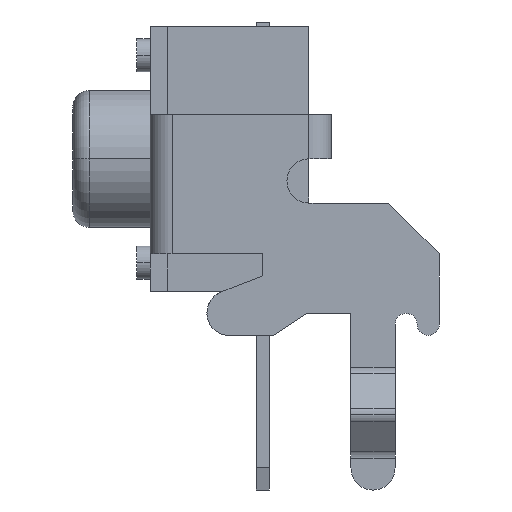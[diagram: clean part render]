
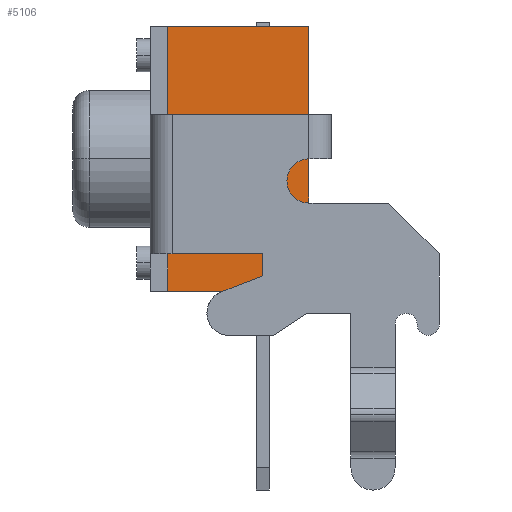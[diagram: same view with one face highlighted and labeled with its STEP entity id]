
A CAD part, front view. The second image highlights one B-rep face of the part: STEP entity #5106.
In plain terms, the highlighted planar face has unit normal (0, -1, 0).
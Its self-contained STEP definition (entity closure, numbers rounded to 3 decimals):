
#1601 = PLANE('',#1602);
#1602 = AXIS2_PLACEMENT_3D('',#1603,#1604,#1605);
#1603 = CARTESIAN_POINT('',(-2.15,-3.05,1.1));
#1604 = DIRECTION('',(0.,-1.,0.));
#1605 = DIRECTION('',(1.,0.,0.));
#1679 = PLANE('',#1680);
#1680 = AXIS2_PLACEMENT_3D('',#1681,#1682,#1683);
#1681 = CARTESIAN_POINT('',(-2.15,-3.05,1.1));
#1682 = DIRECTION('',(0.,-1.,0.));
#1683 = DIRECTION('',(1.,0.,0.));
#3008 = VERTEX_POINT('',#3009);
#3009 = CARTESIAN_POINT('',(-2.15,-3.05,1.1));
#3023 = PLANE('',#3024);
#3024 = AXIS2_PLACEMENT_3D('',#3025,#3026,#3027);
#3025 = CARTESIAN_POINT('',(1.05,-3.05,1.1));
#3026 = DIRECTION('',(0.,0.,1.));
#3027 = DIRECTION('',(-1.,0.,0.));
#3059 = EDGE_CURVE('',#3060,#3008,#3062,.T.);
#3060 = VERTEX_POINT('',#3061);
#3061 = CARTESIAN_POINT('',(-2.15,-3.05,1.95));
#3062 = SURFACE_CURVE('',#3063,(#3067,#3074),.PCURVE_S1.);
#3063 = LINE('',#3064,#3065);
#3064 = CARTESIAN_POINT('',(-2.15,-3.05,7.1));
#3065 = VECTOR('',#3066,1.);
#3066 = DIRECTION('',(0.,0.,-1.));
#3067 = PCURVE('',#1601,#3068);
#3068 = DEFINITIONAL_REPRESENTATION('',(#3069),#3073);
#3069 = LINE('',#3070,#3071);
#3070 = CARTESIAN_POINT('',(0.,6.));
#3071 = VECTOR('',#3072,1.);
#3072 = DIRECTION('',(0.,-1.));
#3073 = ( GEOMETRIC_REPRESENTATION_CONTEXT(2) 
PARAMETRIC_REPRESENTATION_CONTEXT() REPRESENTATION_CONTEXT('2D SPACE',''
  ) );
#3074 = PCURVE('',#3075,#3080);
#3075 = PLANE('',#3076);
#3076 = AXIS2_PLACEMENT_3D('',#3077,#3078,#3079);
#3077 = CARTESIAN_POINT('',(1.05,-3.05,7.1));
#3078 = DIRECTION('',(0.,1.,0.));
#3079 = DIRECTION('',(-1.,0.,0.));
#3080 = DEFINITIONAL_REPRESENTATION('',(#3081),#3085);
#3081 = LINE('',#3082,#3083);
#3082 = CARTESIAN_POINT('',(3.2,0.));
#3083 = VECTOR('',#3084,1.);
#3084 = DIRECTION('',(0.,-1.));
#3085 = ( GEOMETRIC_REPRESENTATION_CONTEXT(2) 
PARAMETRIC_REPRESENTATION_CONTEXT() REPRESENTATION_CONTEXT('2D SPACE',''
  ) );
#3272 = VERTEX_POINT('',#3273);
#3273 = CARTESIAN_POINT('',(-2.15,-3.05,5.1));
#3294 = EDGE_CURVE('',#3295,#3272,#3297,.T.);
#3295 = VERTEX_POINT('',#3296);
#3296 = CARTESIAN_POINT('',(-2.15,-3.05,7.1));
#3297 = SURFACE_CURVE('',#3298,(#3302,#3309),.PCURVE_S1.);
#3298 = LINE('',#3299,#3300);
#3299 = CARTESIAN_POINT('',(-2.15,-3.05,7.1));
#3300 = VECTOR('',#3301,1.);
#3301 = DIRECTION('',(0.,0.,-1.));
#3302 = PCURVE('',#1679,#3303);
#3303 = DEFINITIONAL_REPRESENTATION('',(#3304),#3308);
#3304 = LINE('',#3305,#3306);
#3305 = CARTESIAN_POINT('',(0.,6.));
#3306 = VECTOR('',#3307,1.);
#3307 = DIRECTION('',(0.,-1.));
#3308 = ( GEOMETRIC_REPRESENTATION_CONTEXT(2) 
PARAMETRIC_REPRESENTATION_CONTEXT() REPRESENTATION_CONTEXT('2D SPACE',''
  ) );
#3309 = PCURVE('',#3075,#3310);
#3310 = DEFINITIONAL_REPRESENTATION('',(#3311),#3315);
#3311 = LINE('',#3312,#3313);
#3312 = CARTESIAN_POINT('',(3.2,0.));
#3313 = VECTOR('',#3314,1.);
#3314 = DIRECTION('',(0.,-1.));
#3315 = ( GEOMETRIC_REPRESENTATION_CONTEXT(2) 
PARAMETRIC_REPRESENTATION_CONTEXT() REPRESENTATION_CONTEXT('2D SPACE',''
  ) );
#3358 = PLANE('',#3359);
#3359 = AXIS2_PLACEMENT_3D('',#3360,#3361,#3362);
#3360 = CARTESIAN_POINT('',(1.05,-3.05,7.1));
#3361 = DIRECTION('',(0.,0.,-1.));
#3362 = DIRECTION('',(1.,0.,0.));
#3882 = PLANE('',#3883);
#3883 = AXIS2_PLACEMENT_3D('',#3884,#3885,#3886);
#3884 = CARTESIAN_POINT('',(1.05,-3.05,1.1));
#3885 = DIRECTION('',(1.,0.,0.));
#3886 = DIRECTION('',(0.,1.,0.));
#4850 = EDGE_CURVE('',#4851,#3008,#4853,.T.);
#4851 = VERTEX_POINT('',#4852);
#4852 = CARTESIAN_POINT('',(1.05,-3.05,1.1));
#4853 = SURFACE_CURVE('',#4854,(#4858,#4865),.PCURVE_S1.);
#4854 = LINE('',#4855,#4856);
#4855 = CARTESIAN_POINT('',(1.05,-3.05,1.1));
#4856 = VECTOR('',#4857,1.);
#4857 = DIRECTION('',(-1.,0.,0.));
#4858 = PCURVE('',#3023,#4859);
#4859 = DEFINITIONAL_REPRESENTATION('',(#4860),#4864);
#4860 = LINE('',#4861,#4862);
#4861 = CARTESIAN_POINT('',(0.,0.));
#4862 = VECTOR('',#4863,1.);
#4863 = DIRECTION('',(1.,0.));
#4864 = ( GEOMETRIC_REPRESENTATION_CONTEXT(2) 
PARAMETRIC_REPRESENTATION_CONTEXT() REPRESENTATION_CONTEXT('2D SPACE',''
  ) );
#4865 = PCURVE('',#3075,#4866);
#4866 = DEFINITIONAL_REPRESENTATION('',(#4867),#4871);
#4867 = LINE('',#4868,#4869);
#4868 = CARTESIAN_POINT('',(0.,-6.));
#4869 = VECTOR('',#4870,1.);
#4870 = DIRECTION('',(1.,0.));
#4871 = ( GEOMETRIC_REPRESENTATION_CONTEXT(2) 
PARAMETRIC_REPRESENTATION_CONTEXT() REPRESENTATION_CONTEXT('2D SPACE',''
  ) );
#5106 = ADVANCED_FACE('',(#5107),#3075,.F.);
#5107 = FACE_BOUND('',#5108,.F.);
#5108 = EDGE_LOOP('',(#5109,#5110,#5133,#5154,#5155,#5156));
#5109 = ORIENTED_EDGE('',*,*,#3294,.F.);
#5110 = ORIENTED_EDGE('',*,*,#5111,.F.);
#5111 = EDGE_CURVE('',#5112,#3295,#5114,.T.);
#5112 = VERTEX_POINT('',#5113);
#5113 = CARTESIAN_POINT('',(1.05,-3.05,7.1));
#5114 = SURFACE_CURVE('',#5115,(#5119,#5126),.PCURVE_S1.);
#5115 = LINE('',#5116,#5117);
#5116 = CARTESIAN_POINT('',(1.05,-3.05,7.1));
#5117 = VECTOR('',#5118,1.);
#5118 = DIRECTION('',(-1.,0.,0.));
#5119 = PCURVE('',#3075,#5120);
#5120 = DEFINITIONAL_REPRESENTATION('',(#5121),#5125);
#5121 = LINE('',#5122,#5123);
#5122 = CARTESIAN_POINT('',(0.,0.));
#5123 = VECTOR('',#5124,1.);
#5124 = DIRECTION('',(1.,0.));
#5125 = ( GEOMETRIC_REPRESENTATION_CONTEXT(2) 
PARAMETRIC_REPRESENTATION_CONTEXT() REPRESENTATION_CONTEXT('2D SPACE',''
  ) );
#5126 = PCURVE('',#3358,#5127);
#5127 = DEFINITIONAL_REPRESENTATION('',(#5128),#5132);
#5128 = LINE('',#5129,#5130);
#5129 = CARTESIAN_POINT('',(0.,0.));
#5130 = VECTOR('',#5131,1.);
#5131 = DIRECTION('',(-1.,0.));
#5132 = ( GEOMETRIC_REPRESENTATION_CONTEXT(2) 
PARAMETRIC_REPRESENTATION_CONTEXT() REPRESENTATION_CONTEXT('2D SPACE',''
  ) );
#5133 = ORIENTED_EDGE('',*,*,#5134,.T.);
#5134 = EDGE_CURVE('',#5112,#4851,#5135,.T.);
#5135 = SURFACE_CURVE('',#5136,(#5140,#5147),.PCURVE_S1.);
#5136 = LINE('',#5137,#5138);
#5137 = CARTESIAN_POINT('',(1.05,-3.05,7.1));
#5138 = VECTOR('',#5139,1.);
#5139 = DIRECTION('',(0.,0.,-1.));
#5140 = PCURVE('',#3075,#5141);
#5141 = DEFINITIONAL_REPRESENTATION('',(#5142),#5146);
#5142 = LINE('',#5143,#5144);
#5143 = CARTESIAN_POINT('',(0.,0.));
#5144 = VECTOR('',#5145,1.);
#5145 = DIRECTION('',(0.,-1.));
#5146 = ( GEOMETRIC_REPRESENTATION_CONTEXT(2) 
PARAMETRIC_REPRESENTATION_CONTEXT() REPRESENTATION_CONTEXT('2D SPACE',''
  ) );
#5147 = PCURVE('',#3882,#5148);
#5148 = DEFINITIONAL_REPRESENTATION('',(#5149),#5153);
#5149 = LINE('',#5150,#5151);
#5150 = CARTESIAN_POINT('',(0.,6.));
#5151 = VECTOR('',#5152,1.);
#5152 = DIRECTION('',(0.,-1.));
#5153 = ( GEOMETRIC_REPRESENTATION_CONTEXT(2) 
PARAMETRIC_REPRESENTATION_CONTEXT() REPRESENTATION_CONTEXT('2D SPACE',''
  ) );
#5154 = ORIENTED_EDGE('',*,*,#4850,.T.);
#5155 = ORIENTED_EDGE('',*,*,#3059,.F.);
#5156 = ORIENTED_EDGE('',*,*,#5157,.F.);
#5157 = EDGE_CURVE('',#3272,#3060,#5158,.T.);
#5158 = SURFACE_CURVE('',#5159,(#5163,#5170),.PCURVE_S1.);
#5159 = LINE('',#5160,#5161);
#5160 = CARTESIAN_POINT('',(-2.15,-3.05,7.1));
#5161 = VECTOR('',#5162,1.);
#5162 = DIRECTION('',(0.,0.,-1.));
#5163 = PCURVE('',#3075,#5164);
#5164 = DEFINITIONAL_REPRESENTATION('',(#5165),#5169);
#5165 = LINE('',#5166,#5167);
#5166 = CARTESIAN_POINT('',(3.2,0.));
#5167 = VECTOR('',#5168,1.);
#5168 = DIRECTION('',(0.,-1.));
#5169 = ( GEOMETRIC_REPRESENTATION_CONTEXT(2) 
PARAMETRIC_REPRESENTATION_CONTEXT() REPRESENTATION_CONTEXT('2D SPACE',''
  ) );
#5170 = PCURVE('',#5171,#5176);
#5171 = CYLINDRICAL_SURFACE('',#5172,0.1);
#5172 = AXIS2_PLACEMENT_3D('',#5173,#5174,#5175);
#5173 = CARTESIAN_POINT('',(-2.05,-3.05,1.95));
#5174 = DIRECTION('',(0.,0.,-1.));
#5175 = DIRECTION('',(0.,-1.,0.));
#5176 = DEFINITIONAL_REPRESENTATION('',(#5177),#5181);
#5177 = LINE('',#5178,#5179);
#5178 = CARTESIAN_POINT('',(1.571,-5.15));
#5179 = VECTOR('',#5180,1.);
#5180 = DIRECTION('',(0.,1.));
#5181 = ( GEOMETRIC_REPRESENTATION_CONTEXT(2) 
PARAMETRIC_REPRESENTATION_CONTEXT() REPRESENTATION_CONTEXT('2D SPACE',''
  ) );
